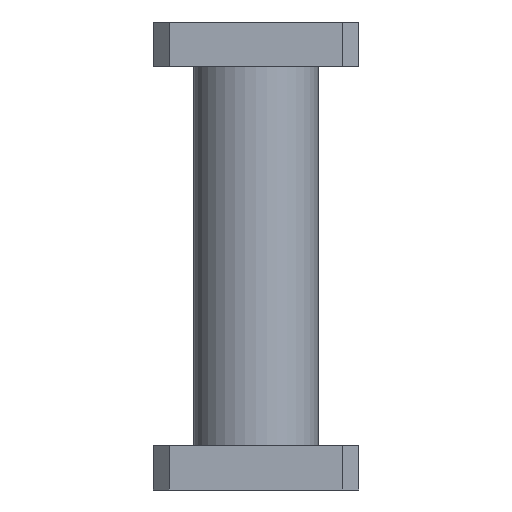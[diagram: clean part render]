
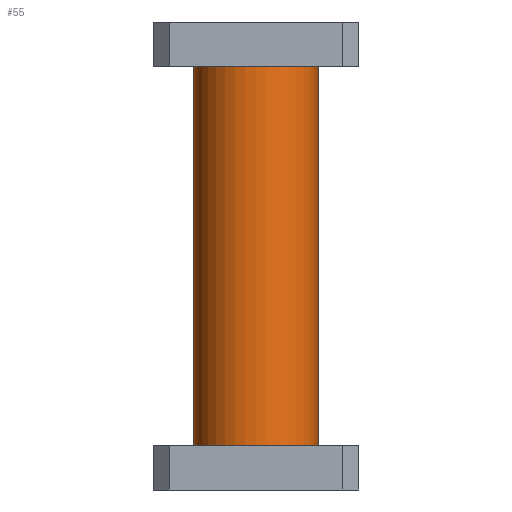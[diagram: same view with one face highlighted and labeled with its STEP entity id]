
A CAD part, front view. The second image highlights one B-rep face of the part: STEP entity #55.
In plain terms, the highlighted cylindrical face has radius 6.731 mm (diameter 13.462 mm), a partial arc.
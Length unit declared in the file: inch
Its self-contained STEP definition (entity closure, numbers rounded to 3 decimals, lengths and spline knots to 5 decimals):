
#50 = CARTESIAN_POINT ( 'NONE',  ( -0.175, 0.44, 1.81 ) ) ;
#55 = ADVANCED_FACE ( 'NONE', ( #1033 ), #347, .T. ) ;
#78 = DIRECTION ( 'NONE',  ( 1., 0., 0. ) ) ;
#85 = DIRECTION ( 'NONE',  ( 0., 0., 1. ) ) ;
#108 = DIRECTION ( 'NONE',  ( 0., 0., 1. ) ) ;
#117 = VERTEX_POINT ( 'NONE', #398 ) ;
#199 = CARTESIAN_POINT ( 'NONE',  ( -0.44, 0.44, 0.19 ) ) ;
#215 = LINE ( 'NONE', #813, #971 ) ;
#223 = AXIS2_PLACEMENT_3D ( 'NONE', #199, #745, #78 ) ;
#291 = ORIENTED_EDGE ( 'NONE', *, *, #464, .T. ) ;
#347 = CYLINDRICAL_SURFACE ( 'NONE', #223, 0.265 ) ;
#349 = CARTESIAN_POINT ( 'NONE',  ( -0.705, 0.44, 0.19 ) ) ;
#350 = VECTOR ( 'NONE', #108, 39.37008 ) ;
#366 = LINE ( 'NONE', #737, #350 ) ;
#371 = DIRECTION ( 'NONE',  ( 0., 0., 1. ) ) ;
#398 = CARTESIAN_POINT ( 'NONE',  ( -0.705, 0.44, 1.81 ) ) ;
#410 = CARTESIAN_POINT ( 'NONE',  ( -0.44, 0.44, 1.81 ) ) ;
#464 = EDGE_CURVE ( 'NONE', #968, #1111, #1306, .T. ) ;
#547 = VERTEX_POINT ( 'NONE', #50 ) ;
#688 = AXIS2_PLACEMENT_3D ( 'NONE', #1009, #371, #1003 ) ;
#713 = EDGE_CURVE ( 'NONE', #117, #547, #1269, .T. ) ;
#727 = ORIENTED_EDGE ( 'NONE', *, *, #1375, .F. ) ;
#737 = CARTESIAN_POINT ( 'NONE',  ( -0.705, 0.44, 0.19 ) ) ;
#745 = DIRECTION ( 'NONE',  ( 0., 0., 1. ) ) ;
#813 = CARTESIAN_POINT ( 'NONE',  ( -0.175, 0.44, 0.19 ) ) ;
#857 = EDGE_LOOP ( 'NONE', ( #727, #291, #992, #1220 ) ) ;
#925 = DIRECTION ( 'NONE',  ( 0., 0., 1. ) ) ;
#968 = VERTEX_POINT ( 'NONE', #349 ) ;
#971 = VECTOR ( 'NONE', #925, 39.37008 ) ;
#992 = ORIENTED_EDGE ( 'NONE', *, *, #1126, .T. ) ;
#1003 = DIRECTION ( 'NONE',  ( 1., 0., 0. ) ) ;
#1009 = CARTESIAN_POINT ( 'NONE',  ( -0.44, 0.44, 0.19 ) ) ;
#1023 = AXIS2_PLACEMENT_3D ( 'NONE', #410, #85, #1381 ) ;
#1033 = FACE_OUTER_BOUND ( 'NONE', #857, .T. ) ;
#1111 = VERTEX_POINT ( 'NONE', #1228 ) ;
#1126 = EDGE_CURVE ( 'NONE', #1111, #547, #215, .T. ) ;
#1220 = ORIENTED_EDGE ( 'NONE', *, *, #713, .F. ) ;
#1228 = CARTESIAN_POINT ( 'NONE',  ( -0.175, 0.44, 0.19 ) ) ;
#1269 = CIRCLE ( 'NONE', #1023, 0.265 ) ;
#1306 = CIRCLE ( 'NONE', #688, 0.265 ) ;
#1375 = EDGE_CURVE ( 'NONE', #968, #117, #366, .T. ) ;
#1381 = DIRECTION ( 'NONE',  ( 1., 0., 0. ) ) ;
